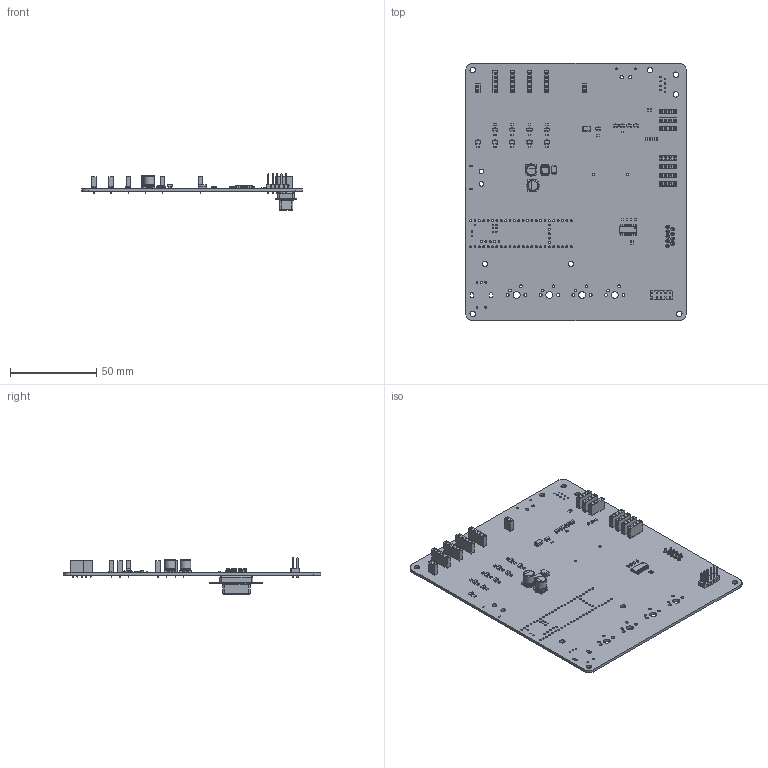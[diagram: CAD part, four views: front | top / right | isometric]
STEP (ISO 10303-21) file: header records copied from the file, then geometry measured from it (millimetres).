
FILE_DESCRIPTION(('KiCad electronic assembly'),'2;1');
FILE_NAME('Envtestboard-3D.step','2024-06-12T16:02:56',('Pcbnew'),( 'Kicad'),'Open CASCADE STEP processor 7.6','KiCad to STEP converter' ,'Unknown');
FILE_SCHEMA(('AUTOMOTIVE_DESIGN { 1 0 10303 214 1 1 1 1 }'));
Length unit declared in the file: millimetre
Products named in the file (26): Envtestboard-3D 1; CP_Elec_6.3x7.7; CP_Elec_63x77; SOIC-8_3.9x4.9mm_P1.27mm; SOIC_8_39x49mm_P127mm; SOT-23; SOT_23; R_0603_1608Metric; D_SMA; PinSocket_1x02_P2.54mm_Vertical; PinSocket_1x02_P254mm_Vertical; C_0603_1608Metric; PinSocket_1x04_P2.54mm_Vertical; PinSocket_1x04_P254mm_Vertical; SOIC-16_3.9x9.9mm_P1.27mm; SOIC_16_39x99mm_P127mm; PinSocket_1x05_P2.54mm_Vertical; PinSocket_1x05_P254mm_Vertical; PinHeader_2x05_P2.54mm_Vertical; PinHeader_2x05_P254mm_Vertical; DSUB-9_Female_Vertical_P2.77x2.84mm; kibot_v08w_fu6_PCB
Assembly tree (75 placements, depth 3):
  Envtestboard-3D 1
    CP_Elec_6.3x7.7  x2
      CP_Elec_63x77
    SOIC-8_3.9x4.9mm_P1.27mm
      SOIC_8_39x49mm_P127mm
    SOT-23  x14
      SOT_23
    R_0603_1608Metric  x23
      R_0603_1608Metric
    D_SMA  x2
      D_SMA
    PinSocket_1x02_P2.54mm_Vertical  x2
      PinSocket_1x02_P254mm_Vertical
    C_0603_1608Metric  x4
      C_0603_1608Metric
    PinSocket_1x04_P2.54mm_Vertical  x7
      PinSocket_1x04_P254mm_Vertical
    SOIC-16_3.9x9.9mm_P1.27mm
      SOIC_16_39x99mm_P127mm
    PinSocket_1x05_P2.54mm_Vertical  x4
      PinSocket_1x05_P254mm_Vertical
    PinHeader_2x05_P2.54mm_Vertical
      PinHeader_2x05_P254mm_Vertical
    DSUB-9_Female_Vertical_P2.77x2.84mm
      DSUB-9_Female_Vertical_P2.77x2.84mm
    kibot_v08w_fu6_PCB
Bounding box: 128 x 149.5 x 21.04 mm (x, y, z)
Volume: 34795.4 mm3; surface area: 47207.7 mm2
Topology: 63 solids, 63 shells, 4690 faces, 11857 edges, 7494 vertices
Faces by surface type: plane 3379, cylinder 781, bspline 474, torus 33, cone 17, sphere 4, revolution 2
Full cylindrical faces by diameter (mm): 0.6 x2, 0.64 x9, 0.76 x8, 0.8 x8, 0.853 x9, 1 x69, 1.1 x59, 1.3 x2, 1.5 x8, 1.7 x8, 1.9 x2, 2 x9, 2.7 x2, 3.2 x10, 4 x4, 6.3 x4
Entity records: 58842 total; most frequent: CARTESIAN_POINT 8950, ORIENTED_EDGE 8144, DIRECTION 7924, EDGE_CURVE 4072, LINE 3085, VECTOR 3085, VERTEX_POINT 2579, AXIS2_PLACEMENT_3D 2419
